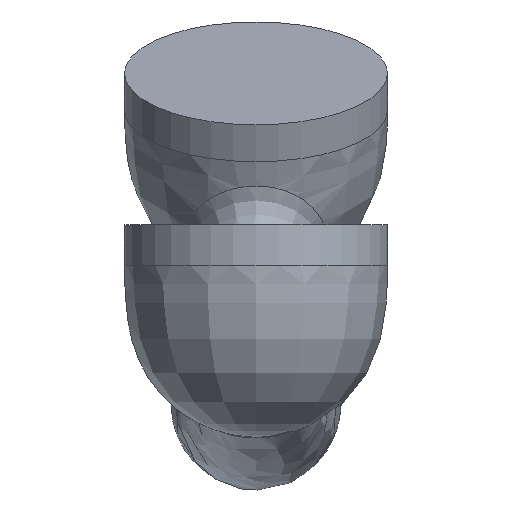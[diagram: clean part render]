
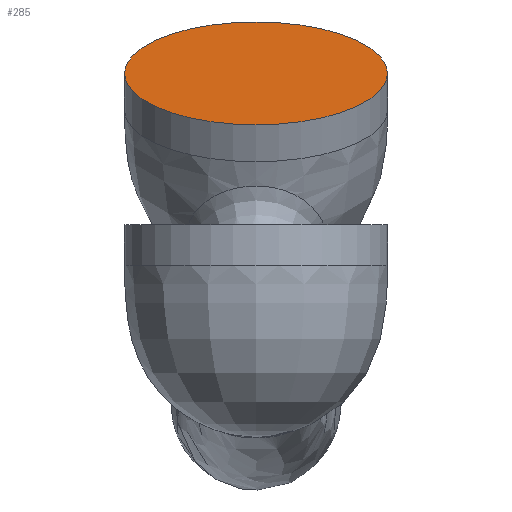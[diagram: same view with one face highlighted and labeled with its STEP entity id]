
A CAD part, front view. The second image highlights one B-rep face of the part: STEP entity #285.
In plain terms, the highlighted planar face has unit normal (0, -0.391, 0.92).
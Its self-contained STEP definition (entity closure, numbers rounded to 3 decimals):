
#15=PLANE('',#312);
#47=FACE_OUTER_BOUND('',#66,.T.);
#66=EDGE_LOOP('',(#253));
#77=CIRCLE('',#311,3.85);
#131=VERTEX_POINT('',#1132);
#172=EDGE_CURVE('',#131,#131,#77,.T.);
#253=ORIENTED_EDGE('',*,*,#172,.F.);
#285=ADVANCED_FACE('',(#47),#15,.T.);
#311=AXIS2_PLACEMENT_3D('',#1134,#339,#340);
#312=AXIS2_PLACEMENT_3D('',#1276,#341,#342);
#339=DIRECTION('center_axis',(0.,0.391,-0.921));
#340=DIRECTION('ref_axis',(1.,0.,0.));
#341=DIRECTION('center_axis',(0.,-0.391,0.921));
#342=DIRECTION('ref_axis',(1.,0.,0.));
#1132=CARTESIAN_POINT('',(7.7,21.803,4.436));
#1134=CARTESIAN_POINT('Origin',(3.85,21.803,4.436));
#1276=CARTESIAN_POINT('Origin',(0.,21.803,4.436));
